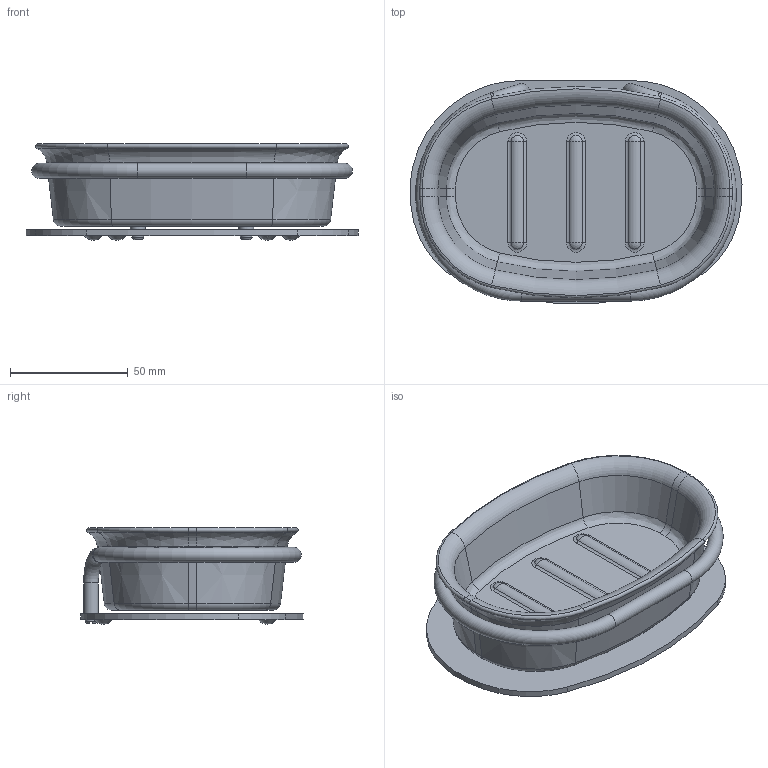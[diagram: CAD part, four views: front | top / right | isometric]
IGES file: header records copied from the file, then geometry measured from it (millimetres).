
Global section: file name: No Iges File Name specified; native system: Autodesk Inventor 2012; preprocessor: AutoDesk Inventor Iges Exporter R2012; author: sbajwa; date: 20130523.110219; units: millimetre
Bounding box: 141.28 x 94.67 x 41.05 mm (x, y, z)
Volume: 138993.4 mm3; surface area: 66339.2 mm2
Topology: 9 solids, 9 shells, 157 faces, 335 edges, 200 vertices
Faces by surface type: revolution 48, torus 32, plane 30, cylinder 27, cone 10, sphere 6, bspline 4
Full cylindrical faces by diameter (mm): 2.224 x2, 2.5 x2, 6.3 x5
